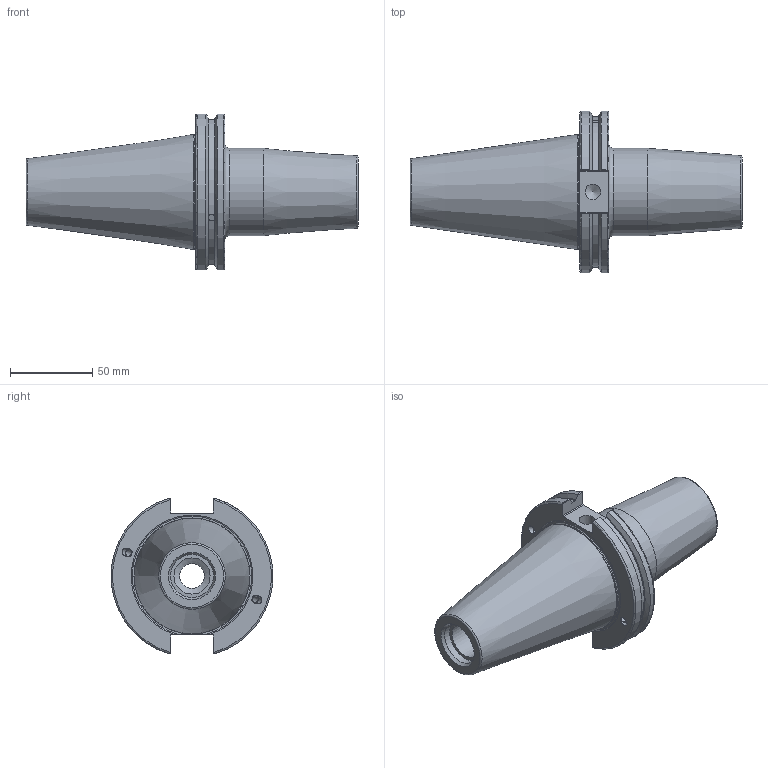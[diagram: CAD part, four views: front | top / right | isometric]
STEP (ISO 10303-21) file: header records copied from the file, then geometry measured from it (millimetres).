
FILE_DESCRIPTION(/* description */ (''),/* implementation_level */ '2;1');
FILE_NAME(/* name */ 'VC046J.stp',/* time_stamp */ '2024-12-12T11:46:55+09:00',/* author */ ('YSH'),/* organization */ (''),/* preprocessor_version */ 'ST-DEVELOPER v20',/* originating_system */ 'Autodesk Inventor 2025',/* authorisation */ '');
FILE_SCHEMA (('AUTOMOTIVE_DESIGN { 1 0 10303 214 3 1 1 }'));
Length unit declared in the file: millimetre
Products named in the file (1): LO-CCT50ADB-SFH25.4C-3.94
Bounding box: 201.6 x 98.06 x 94.69 mm (x, y, z)
Volume: 444944.3 mm3; surface area: 63831.2 mm2
Topology: 1 solids, 1 shells, 86 faces, 221 edges, 144 vertices
Faces by surface type: plane 38, cylinder 24, cone 15, torus 9
Full cylindrical faces by diameter (mm): 2.5 x2, 4.134 x2, 4.2 x2, 5 x2, 9.525 x1, 14.917 x1, 21.971 x1, 25.4 x1, 26.2 x1, 26.6 x1, 53 x1, 69.25 x1
Entity records: 2781 total; most frequent: CARTESIAN_POINT 687, ORIENTED_EDGE 432, DIRECTION 426, EDGE_CURVE 216, AXIS2_PLACEMENT_3D 167, VERTEX_POINT 144, EDGE_LOOP 100, LINE 92
